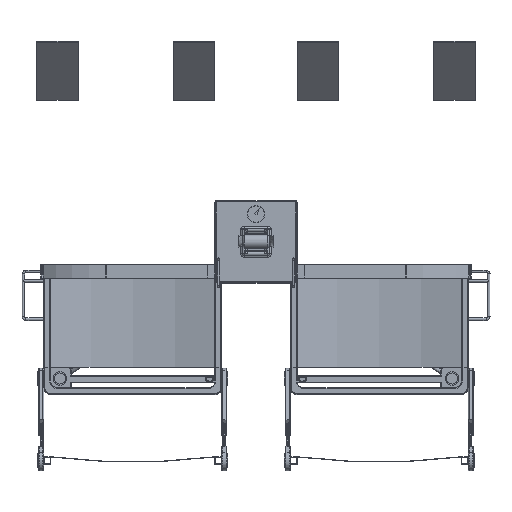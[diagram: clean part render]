
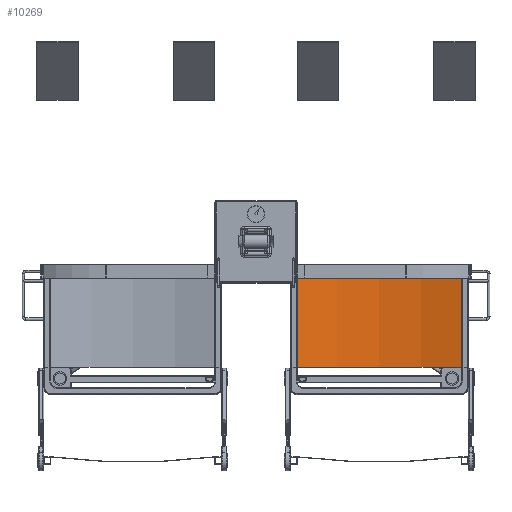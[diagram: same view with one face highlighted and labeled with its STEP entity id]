
A CAD part, top view. The second image highlights one B-rep face of the part: STEP entity #10269.
In plain terms, the highlighted cylindrical face has radius 1024.6 mm (diameter 2049.19 mm), a partial arc.
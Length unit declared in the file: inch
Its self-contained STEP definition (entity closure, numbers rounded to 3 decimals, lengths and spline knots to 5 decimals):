
#477=CIRCLE('',#11521,40.33839);
#478=CIRCLE('',#11522,40.33839);
#866=CYLINDRICAL_SURFACE('',#11520,40.33839);
#2939=ORIENTED_EDGE('',*,*,#5093,.F.);
#2940=ORIENTED_EDGE('',*,*,#5094,.F.);
#2941=ORIENTED_EDGE('',*,*,#5095,.T.);
#2942=ORIENTED_EDGE('',*,*,#5096,.T.);
#5093=EDGE_CURVE('',#6260,#6261,#477,.T.);
#5094=EDGE_CURVE('',#6262,#6260,#7098,.T.);
#5095=EDGE_CURVE('',#6262,#6263,#478,.T.);
#5096=EDGE_CURVE('',#6263,#6261,#7099,.T.);
#6260=VERTEX_POINT('',#17222);
#6261=VERTEX_POINT('',#17223);
#6262=VERTEX_POINT('',#17225);
#6263=VERTEX_POINT('',#17227);
#7098=LINE('',#17224,#7857);
#7099=LINE('',#17228,#7858);
#7857=VECTOR('',#13761,39.37008);
#7858=VECTOR('',#13764,39.37008);
#8602=EDGE_LOOP('',(#2939,#2940,#2941,#2942));
#9333=FACE_BOUND('',#8602,.T.);
#10269=ADVANCED_FACE('',(#9333),#866,.F.);
#11520=AXIS2_PLACEMENT_3D('',#17220,#13757,#13758);
#11521=AXIS2_PLACEMENT_3D('',#17221,#13759,#13760);
#11522=AXIS2_PLACEMENT_3D('',#17226,#13762,#13763);
#13757=DIRECTION('',(0.,0.,-1.));
#13758=DIRECTION('',(-1.,0.,0.));
#13759=DIRECTION('',(0.,0.,1.));
#13760=DIRECTION('',(-1.,0.,0.));
#13761=DIRECTION('',(0.,0.,-1.));
#13762=DIRECTION('',(0.,0.,1.));
#13763=DIRECTION('',(-1.,0.,0.));
#13764=DIRECTION('',(0.,0.,-1.));
#17220=CARTESIAN_POINT('',(13.,-38.55512,13.));
#17221=CARTESIAN_POINT('',(13.,-38.55512,0.));
#17222=CARTESIAN_POINT('',(25.0625,-0.0625,0.));
#17223=CARTESIAN_POINT('',(0.9375,-0.0625,0.));
#17224=CARTESIAN_POINT('',(25.0625,-0.0625,13.));
#17225=CARTESIAN_POINT('',(25.0625,-0.0625,13.));
#17226=CARTESIAN_POINT('',(13.,-38.55512,13.));
#17227=CARTESIAN_POINT('',(0.9375,-0.0625,13.));
#17228=CARTESIAN_POINT('',(0.9375,-0.0625,13.));
